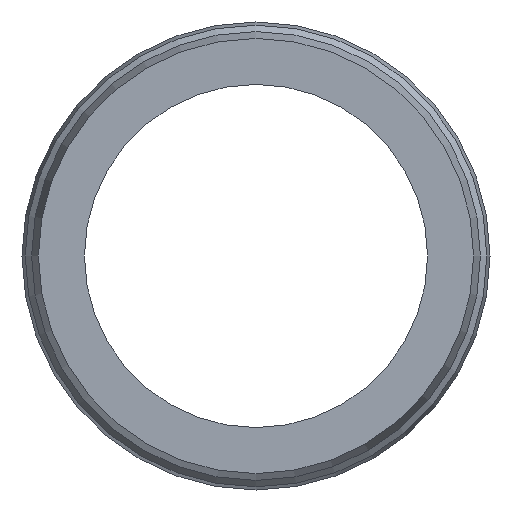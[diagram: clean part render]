
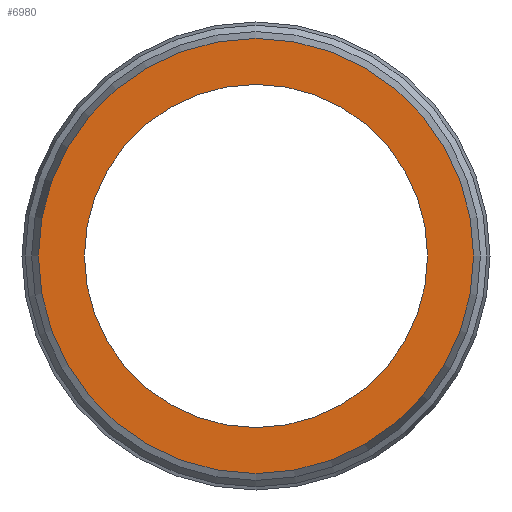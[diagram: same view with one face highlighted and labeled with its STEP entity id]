
A CAD part, front view. The second image highlights one B-rep face of the part: STEP entity #6980.
In plain terms, the highlighted planar face has unit normal (0, -1, 0).
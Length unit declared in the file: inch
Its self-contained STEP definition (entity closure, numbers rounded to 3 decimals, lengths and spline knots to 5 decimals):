
#57=FACE_BOUND('',#1411,.T.);
#614=PLANE('',#7626);
#994=FACE_OUTER_BOUND('',#1410,.T.);
#1410=EDGE_LOOP('',(#6526,#6527));
#1411=EDGE_LOOP('',(#6528,#6529));
#1731=CIRCLE('',#7624,0.625);
#1732=CIRCLE('',#7625,0.625);
#1733=CIRCLE('',#7627,0.79262);
#1734=CIRCLE('',#7628,0.79262);
#3409=VERTEX_POINT('',#30096);
#3410=VERTEX_POINT('',#30098);
#3411=VERTEX_POINT('',#30102);
#3412=VERTEX_POINT('',#30103);
#4449=EDGE_CURVE('',#3410,#3409,#1731,.T.);
#4450=EDGE_CURVE('',#3409,#3410,#1732,.T.);
#4451=EDGE_CURVE('',#3411,#3412,#1733,.T.);
#4452=EDGE_CURVE('',#3412,#3411,#1734,.T.);
#6526=ORIENTED_EDGE('',*,*,#4451,.F.);
#6527=ORIENTED_EDGE('',*,*,#4452,.F.);
#6528=ORIENTED_EDGE('',*,*,#4449,.T.);
#6529=ORIENTED_EDGE('',*,*,#4450,.T.);
#6980=ADVANCED_FACE('',(#994,#57),#614,.T.);
#7624=AXIS2_PLACEMENT_3D('',#30099,#9366,#9367);
#7625=AXIS2_PLACEMENT_3D('',#30100,#9368,#9369);
#7626=AXIS2_PLACEMENT_3D('',#30101,#9370,#9371);
#7627=AXIS2_PLACEMENT_3D('',#30104,#9372,#9373);
#7628=AXIS2_PLACEMENT_3D('',#30105,#9374,#9375);
#9366=DIRECTION('center_axis',(0.,1.,0.));
#9367=DIRECTION('ref_axis',(-1.,0.,0.));
#9368=DIRECTION('center_axis',(0.,1.,0.));
#9369=DIRECTION('ref_axis',(-1.,0.,0.));
#9370=DIRECTION('center_axis',(0.,-1.,0.));
#9371=DIRECTION('ref_axis',(0.,0.,-1.));
#9372=DIRECTION('center_axis',(0.,1.,0.));
#9373=DIRECTION('ref_axis',(-1.,0.,0.));
#9374=DIRECTION('center_axis',(0.,1.,0.));
#9375=DIRECTION('ref_axis',(-1.,0.,0.));
#30096=CARTESIAN_POINT('',(0.625,-5.22,0.));
#30098=CARTESIAN_POINT('',(-0.625,-5.22,0.));
#30099=CARTESIAN_POINT('Origin',(0.,-5.22,0.));
#30100=CARTESIAN_POINT('Origin',(0.,-5.22,0.));
#30101=CARTESIAN_POINT('Origin',(-0.70881,-5.22,0.));
#30102=CARTESIAN_POINT('',(-0.79262,-5.22,0.));
#30103=CARTESIAN_POINT('',(0.79262,-5.22,0.));
#30104=CARTESIAN_POINT('Origin',(0.,-5.22,0.));
#30105=CARTESIAN_POINT('Origin',(0.,-5.22,0.));
